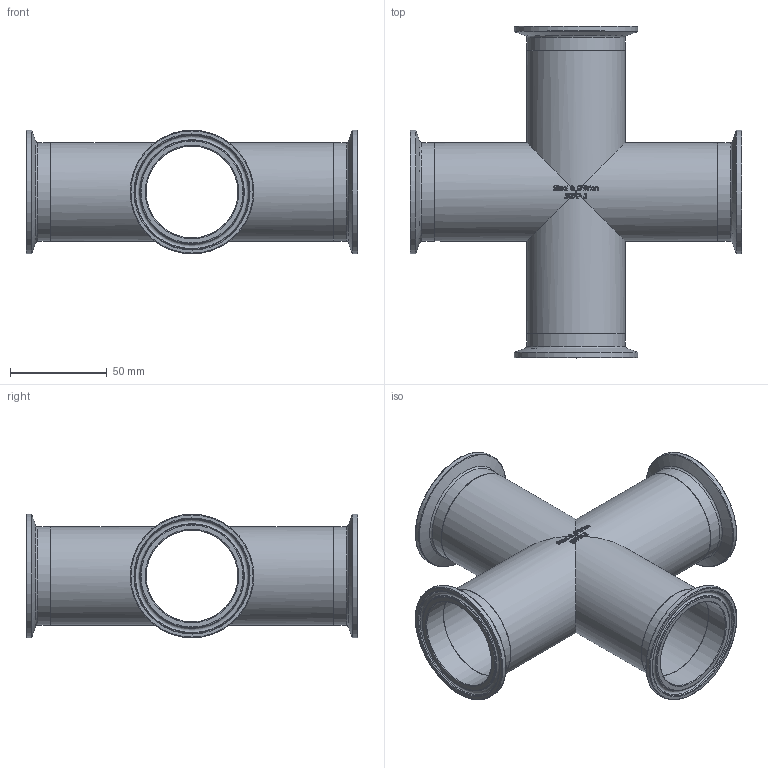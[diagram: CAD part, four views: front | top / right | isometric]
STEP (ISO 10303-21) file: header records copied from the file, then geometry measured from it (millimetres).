
FILE_DESCRIPTION(/* description */ (''),/* implementation_level */ '2;1');
FILE_NAME(/* name */ 'S9MP-2.stp',/* time_stamp */ '2018-11-30T11:53:55-05:00',/* author */ ('rick'),/* organization */ (''),/* preprocessor_version */ 'ST-DEVELOPER v15.2',/* originating_system */ 'Autodesk Inventor 2014',/* authorisation */ '');
FILE_SCHEMA (('AUTOMOTIVE_DESIGN { 1 0 10303 214 3 1 1 }'));
Length unit declared in the file: inch
Products named in the file (1): S9MP-2
Bounding box: 171.45 x 171.45 x 63.9 mm (x, y, z)
Volume: 87885.2 mm3; surface area: 97244 mm2
Topology: 1 solids, 1 shells, 416 faces, 1101 edges, 716 vertices
Faces by surface type: bspline 173, plane 133, cylinder 62, torus 36, cone 12
Full cylindrical faces by diameter (mm): 47.498 x8, 50.8 x8, 63.906 x4
Entity records: 15776 total; most frequent: CARTESIAN_POINT 6683, ORIENTED_EDGE 2036, DIRECTION 1384, EDGE_CURVE 1018, VERTEX_POINT 704, EDGE_LOOP 522, AXIS2_PLACEMENT_3D 490, ADVANCED_FACE 416
